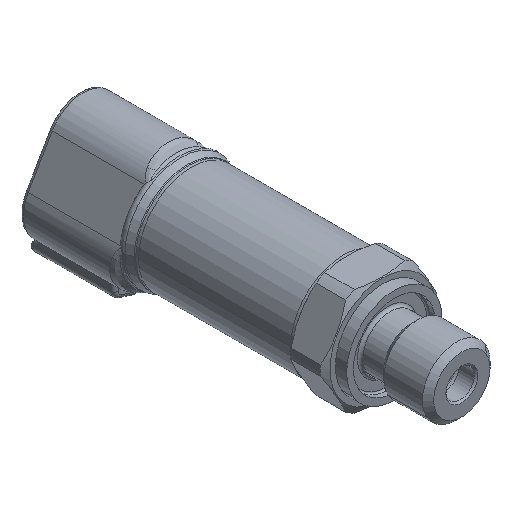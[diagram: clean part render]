
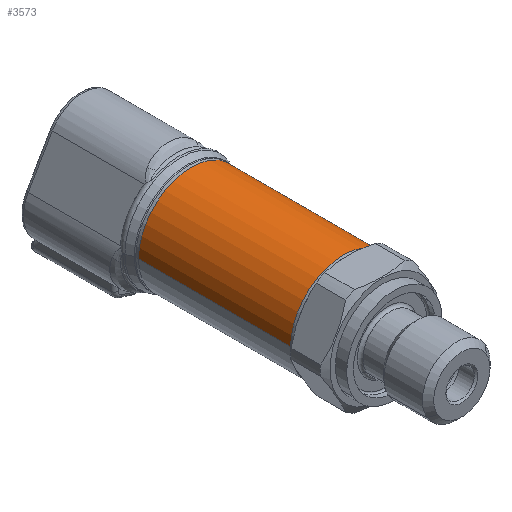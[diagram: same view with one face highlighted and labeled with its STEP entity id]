
A CAD part, isometric view. The second image highlights one B-rep face of the part: STEP entity #3573.
In plain terms, the highlighted cylindrical face has radius 9.4 mm (diameter 18.8 mm), a partial arc.
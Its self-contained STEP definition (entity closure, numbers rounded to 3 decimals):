
#140 = EDGE_CURVE ( 'NONE', #17287, #5718, #10478, .T. ) ;
#979 = ORIENTED_EDGE ( 'NONE', *, *, #140, .F. ) ;
#1177 = CARTESIAN_POINT ( 'NONE',  ( -9.4, 0., 27. ) ) ;
#1532 = CARTESIAN_POINT ( 'NONE',  ( 9.4, 0., 27. ) ) ;
#1533 = FACE_OUTER_BOUND ( 'NONE', #6819, .T. ) ;
#1587 = CARTESIAN_POINT ( 'NONE',  ( 0., 0., 0. ) ) ;
#1963 = CARTESIAN_POINT ( 'NONE',  ( -9.4, 0., 27. ) ) ;
#2232 = DIRECTION ( 'NONE',  ( 0., 0., -1. ) ) ;
#2765 = DIRECTION ( 'NONE',  ( 1., 0., 0. ) ) ;
#2931 = DIRECTION ( 'NONE',  ( 0., 0., 1. ) ) ;
#3573 = ADVANCED_FACE ( 'NONE', ( #1533 ), #10457, .T. ) ;
#4213 = VECTOR ( 'NONE', #14569, 1000. ) ;
#4242 = AXIS2_PLACEMENT_3D ( 'NONE', #12439, #2931, #2765 ) ;
#4702 = EDGE_CURVE ( 'NONE', #15810, #5320, #14630, .T. ) ;
#5014 = DIRECTION ( 'NONE',  ( -1., 0., 0. ) ) ;
#5320 = VERTEX_POINT ( 'NONE', #12625 ) ;
#5501 = DIRECTION ( 'NONE',  ( 1., 0., 0. ) ) ;
#5718 = VERTEX_POINT ( 'NONE', #11970 ) ;
#6819 = EDGE_LOOP ( 'NONE', ( #979, #11098, #7746, #9564 ) ) ;
#7746 = ORIENTED_EDGE ( 'NONE', *, *, #4702, .T. ) ;
#9254 = CIRCLE ( 'NONE', #9740, 9.4 ) ;
#9490 = DIRECTION ( 'NONE',  ( 0., 0., 1. ) ) ;
#9564 = ORIENTED_EDGE ( 'NONE', *, *, #12366, .T. ) ;
#9740 = AXIS2_PLACEMENT_3D ( 'NONE', #1587, #9490, #5501 ) ;
#10457 = CYLINDRICAL_SURFACE ( 'NONE', #17387, 9.4 ) ;
#10473 = CARTESIAN_POINT ( 'NONE',  ( 9.4, 0., 27. ) ) ;
#10478 = LINE ( 'NONE', #10473, #16405 ) ;
#11098 = ORIENTED_EDGE ( 'NONE', *, *, #11455, .F. ) ;
#11455 = EDGE_CURVE ( 'NONE', #15810, #17287, #12926, .T. ) ;
#11970 = CARTESIAN_POINT ( 'NONE',  ( 9.4, 0., 0. ) ) ;
#12366 = EDGE_CURVE ( 'NONE', #5320, #5718, #9254, .T. ) ;
#12439 = CARTESIAN_POINT ( 'NONE',  ( 0., 0., 27. ) ) ;
#12625 = CARTESIAN_POINT ( 'NONE',  ( -9.4, 0., 0. ) ) ;
#12926 = CIRCLE ( 'NONE', #4242, 9.4 ) ;
#13140 = DIRECTION ( 'NONE',  ( 0., 0., -1. ) ) ;
#13174 = CARTESIAN_POINT ( 'NONE',  ( 0., 0., 27. ) ) ;
#14569 = DIRECTION ( 'NONE',  ( 0., 0., -1. ) ) ;
#14630 = LINE ( 'NONE', #1177, #4213 ) ;
#15810 = VERTEX_POINT ( 'NONE', #1963 ) ;
#16405 = VECTOR ( 'NONE', #13140, 1000. ) ;
#17287 = VERTEX_POINT ( 'NONE', #1532 ) ;
#17387 = AXIS2_PLACEMENT_3D ( 'NONE', #13174, #2232, #5014 ) ;
